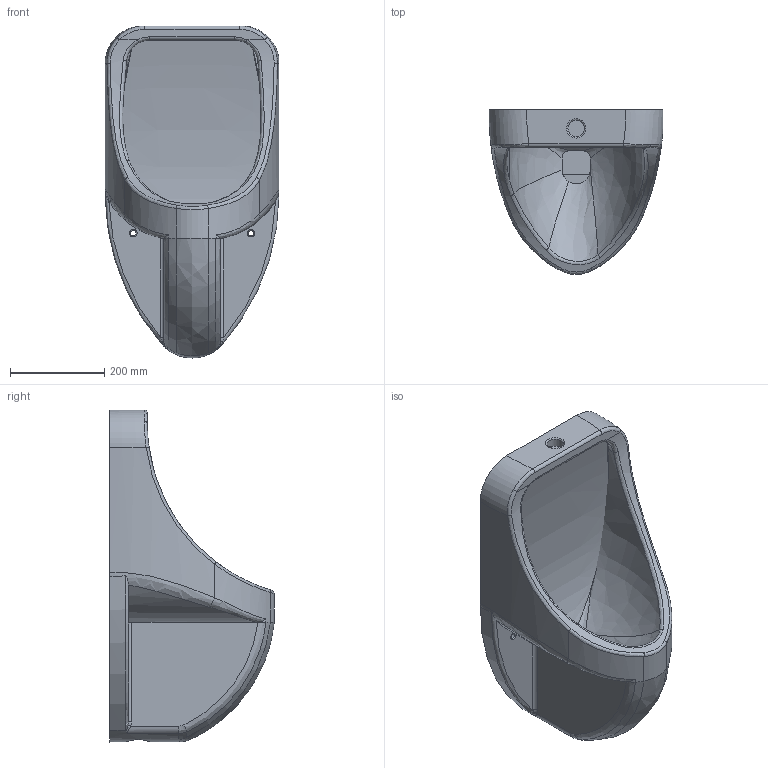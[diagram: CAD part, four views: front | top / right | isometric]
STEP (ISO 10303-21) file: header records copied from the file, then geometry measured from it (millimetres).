
FILE_DESCRIPTION((''),'2;1');
FILE_NAME('084837.stp','2008-03-01T14:40:29',('Huebner'),(''),'Autodesk Inventor 11','Autodesk Inventor 11','');
FILE_SCHEMA(('AUTOMOTIVE_DESIGN { 1 0 10303 214 1 1 1 1 }'));
Length unit declared in the file: millimetre
Products named in the file (2): 084837
Assembly tree (1 placements, depth 2):
  084837
    084837
Bounding box: 369.2 x 349.41 x 705 mm (x, y, z)
Volume: 17679560.2 mm3; surface area: 1107035.8 mm2
Topology: 1 solids, 1 shells, 149 faces, 381 edges, 226 vertices
Faces by surface type: bspline 56, cylinder 51, plane 35, torus 7
Full cylindrical faces by diameter (mm): 12 x2, 35 x1, 44.939 x1, 50 x1, 67.817 x1
Entity records: 13576 total; most frequent: CARTESIAN_POINT 10351, ORIENTED_EDGE 734, DIRECTION 534, EDGE_CURVE 367, VERTEX_POINT 225, AXIS2_PLACEMENT_3D 210, EDGE_LOOP 170, FACE_OUTER_BOUND 149
